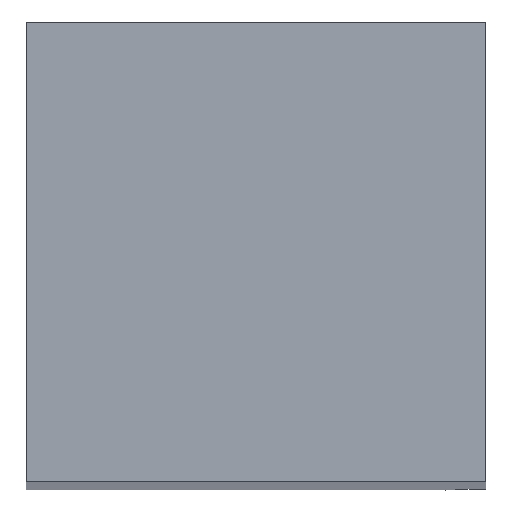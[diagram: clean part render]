
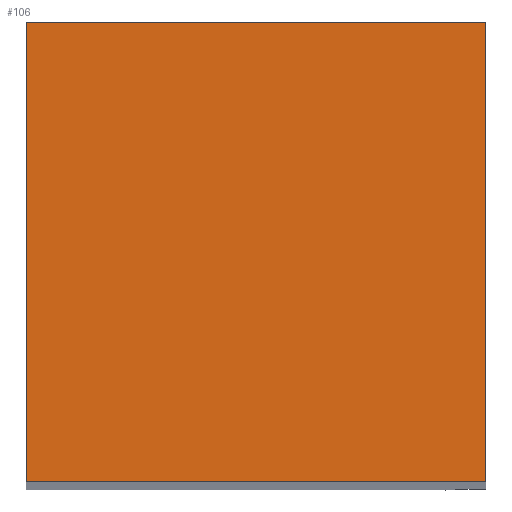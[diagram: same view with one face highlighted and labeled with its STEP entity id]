
A CAD part, top view. The second image highlights one B-rep face of the part: STEP entity #106.
In plain terms, the highlighted planar face has unit normal (0, 0, 1).
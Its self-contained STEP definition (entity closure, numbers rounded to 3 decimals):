
#68=FACE_OUTER_BOUND('',#171,.T.);
#106=ADVANCED_FACE('',(#68),#126,.F.);
#126=PLANE('',#604);
#171=EDGE_LOOP('',(#272,#273,#274,#275));
#272=ORIENTED_EDGE('',*,*,#405,.T.);
#273=ORIENTED_EDGE('',*,*,#400,.T.);
#274=ORIENTED_EDGE('',*,*,#395,.T.);
#275=ORIENTED_EDGE('',*,*,#399,.T.);
#340=VERTEX_POINT('',#868);
#341=VERTEX_POINT('',#870);
#343=VERTEX_POINT('',#876);
#344=VERTEX_POINT('',#880);
#395=EDGE_CURVE('',#341,#340,#503,.T.);
#399=EDGE_CURVE('',#340,#343,#507,.T.);
#400=EDGE_CURVE('',#344,#341,#508,.T.);
#405=EDGE_CURVE('',#343,#344,#511,.T.);
#503=LINE('',#869,#547);
#507=LINE('',#877,#551);
#508=LINE('',#879,#552);
#511=LINE('',#888,#555);
#547=VECTOR('',#719,1.);
#551=VECTOR('',#725,1.);
#552=VECTOR('',#728,1.);
#555=VECTOR('',#737,1.);
#604=AXIS2_PLACEMENT_3D('',#890,#740,#741);
#719=DIRECTION('',(1.,0.,0.));
#725=DIRECTION('',(0.,1.,0.));
#728=DIRECTION('',(0.,-1.,0.));
#737=DIRECTION('',(-1.,0.,0.));
#740=DIRECTION('',(0.,0.,-1.));
#741=DIRECTION('',(-1.,0.,0.));
#868=CARTESIAN_POINT('',(12.,0.,0.));
#869=CARTESIAN_POINT('',(12.,0.,0.));
#870=CARTESIAN_POINT('',(0.,0.,0.));
#876=CARTESIAN_POINT('',(12.,12.,0.));
#877=CARTESIAN_POINT('',(12.,12.,0.));
#879=CARTESIAN_POINT('',(0.,0.,0.));
#880=CARTESIAN_POINT('',(0.,12.,0.));
#888=CARTESIAN_POINT('',(0.,12.,0.));
#890=CARTESIAN_POINT('',(0.,0.,0.));
